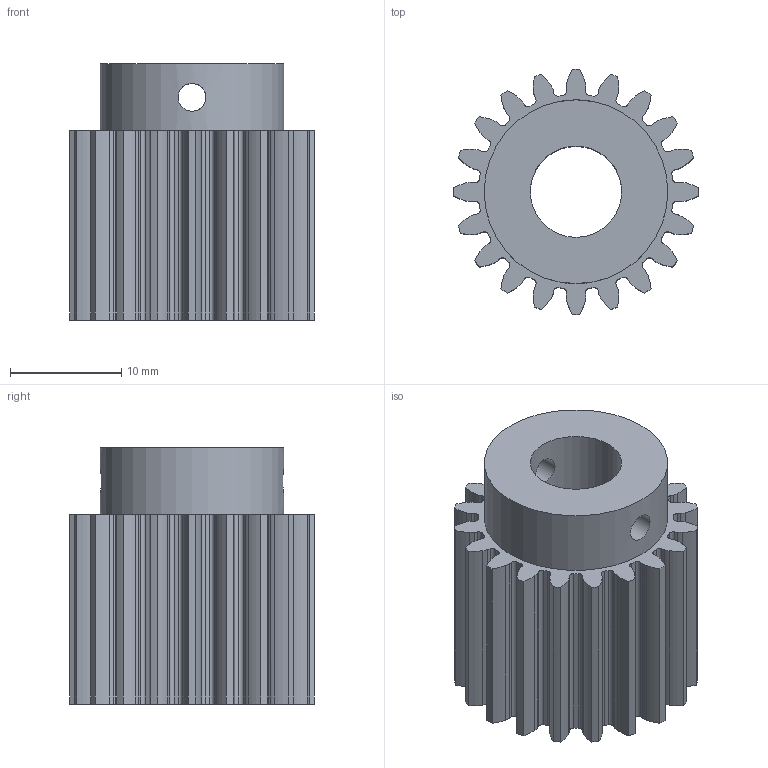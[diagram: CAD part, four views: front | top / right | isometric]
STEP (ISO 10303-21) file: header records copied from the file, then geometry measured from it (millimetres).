
FILE_DESCRIPTION(('FreeCAD Model'),'2;1');
FILE_NAME('Pignon1_V_1.0.0.step','2020-03-28T15:36:04',('Almisuifre'),(''), 'Open CASCADE STEP processor 6.8','FreeCAD','Unknown');
FILE_SCHEMA(('AUTOMOTIVE_DESIGN_CC2 { 1 2 10303 214 -1 1 5 4 }'));
Length unit declared in the file: millimetre
Products named in the file (1): Pignon1_V_1.0.0
Bounding box: 22 x 22 x 23 mm (x, y, z)
Volume: 5257.8 mm3; surface area: 3593.5 mm2
Topology: 1 solids, 1 shells, 207 faces, 616 edges, 412 vertices
Faces by surface type: cylinder 84, extrusion 80, plane 43
Full cylindrical faces by diameter (mm): 2.5 x2, 8.2 x1, 16.5 x1
Entity records: 16917 total; most frequent: CARTESIAN_POINT 5312, DIRECTION 1922, VECTOR 1256, ORIENTED_EDGE 1232, PCURVE 1232, DEFINITIONAL_REPRESENTATION 1232, LINE 1176, EDGE_CURVE 616
